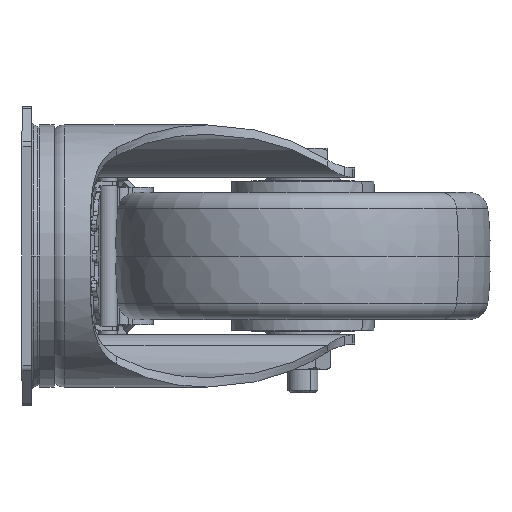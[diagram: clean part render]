
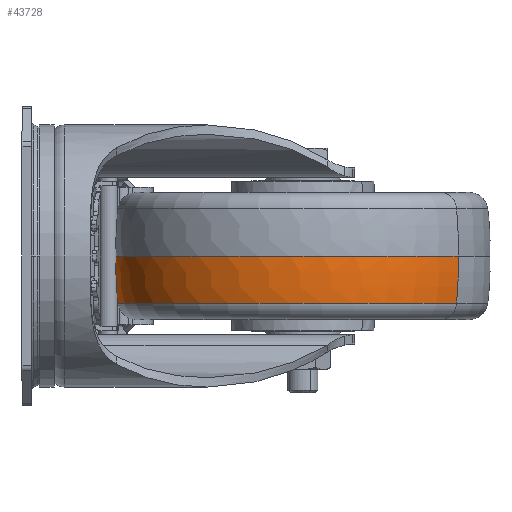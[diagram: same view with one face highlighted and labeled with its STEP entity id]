
A CAD part, left-side view. The second image highlights one B-rep face of the part: STEP entity #43728.
In plain terms, the highlighted toroidal (fillet/blend) face has major radius 29.939 mm and minor radius 80 mm.
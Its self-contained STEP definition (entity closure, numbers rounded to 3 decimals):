
#276 = CARTESIAN_POINT ( 'NONE',  ( 65.989, -33.568, 0. ) ) ;
#4268 = CARTESIAN_POINT ( 'NONE',  ( 10.011, -116.432, 0. ) ) ;
#6465 = AXIS2_PLACEMENT_3D ( 'NONE', #29138, #43608, #43321 ) ;
#7648 = DIRECTION ( 'NONE',  ( 0.56, 0.829, 0. ) ) ;
#8545 = CIRCLE ( 'NONE', #39803, 80. ) ;
#9001 = CARTESIAN_POINT ( 'NONE',  ( 54.76, -50.191, -3.113 ) ) ;
#9536 = AXIS2_PLACEMENT_3D ( 'NONE', #11272, #29977, #43287 ) ;
#9892 = EDGE_CURVE ( 'NONE', #35005, #43135, #38713, .T. ) ;
#11272 = CARTESIAN_POINT ( 'NONE',  ( 38., -75., -3.113 ) ) ;
#11736 = EDGE_LOOP ( 'NONE', ( #47836, #34085, #42633, #14738 ) ) ;
#12559 = DIRECTION ( 'NONE',  ( 0.56, 0.829, 0. ) ) ;
#13167 = DIRECTION ( 'NONE',  ( -0.56, -0.829, 0. ) ) ;
#14738 = ORIENTED_EDGE ( 'NONE', *, *, #41083, .F. ) ;
#15222 = CARTESIAN_POINT ( 'NONE',  ( 65.709, -33.982, -12.567 ) ) ;
#16308 = FACE_OUTER_BOUND ( 'NONE', #11736, .T. ) ;
#17694 = AXIS2_PLACEMENT_3D ( 'NONE', #52827, #26191, #12559 ) ;
#21246 = DIRECTION ( 'NONE',  ( 0.829, -0.56, 0. ) ) ;
#22043 = CARTESIAN_POINT ( 'NONE',  ( 10.291, -116.018, -12.567 ) ) ;
#25176 = VERTEX_POINT ( 'NONE', #15222 ) ;
#26191 = DIRECTION ( 'NONE',  ( 0., 0., 1. ) ) ;
#29138 = CARTESIAN_POINT ( 'NONE',  ( 38., -75., 0. ) ) ;
#29977 = DIRECTION ( 'NONE',  ( 0., 0., 1. ) ) ;
#30626 = CIRCLE ( 'NONE', #46665, 80. ) ;
#30986 = VERTEX_POINT ( 'NONE', #22043 ) ;
#34085 = ORIENTED_EDGE ( 'NONE', *, *, #52765, .T. ) ;
#35005 = VERTEX_POINT ( 'NONE', #276 ) ;
#35120 = TOROIDAL_SURFACE ( 'NONE', #9536, -29.939, 80. ) ;
#38713 = CIRCLE ( 'NONE', #6465, 50. ) ;
#39803 = AXIS2_PLACEMENT_3D ( 'NONE', #47336, #21246, #7648 ) ;
#41083 = EDGE_CURVE ( 'NONE', #25176, #35005, #8545, .T. ) ;
#42633 = ORIENTED_EDGE ( 'NONE', *, *, #9892, .F. ) ;
#43135 = VERTEX_POINT ( 'NONE', #4268 ) ;
#43287 = DIRECTION ( 'NONE',  ( 0.56, 0.829, 0. ) ) ;
#43321 = DIRECTION ( 'NONE',  ( 0.56, 0.829, 0. ) ) ;
#43608 = DIRECTION ( 'NONE',  ( 0., 0., 1. ) ) ;
#43728 = ADVANCED_FACE ( 'NONE', ( #16308 ), #35120, .T. ) ;
#44210 = CIRCLE ( 'NONE', #17694, 49.5 ) ;
#44557 = DIRECTION ( 'NONE',  ( -0.829, 0.56, 0. ) ) ;
#46665 = AXIS2_PLACEMENT_3D ( 'NONE', #9001, #44557, #13167 ) ;
#47336 = CARTESIAN_POINT ( 'NONE',  ( 21.24, -99.809, -3.113 ) ) ;
#47836 = ORIENTED_EDGE ( 'NONE', *, *, #54773, .T. ) ;
#52765 = EDGE_CURVE ( 'NONE', #30986, #43135, #30626, .T. ) ;
#52827 = CARTESIAN_POINT ( 'NONE',  ( 38., -75., -12.567 ) ) ;
#54773 = EDGE_CURVE ( 'NONE', #25176, #30986, #44210, .T. ) ;
